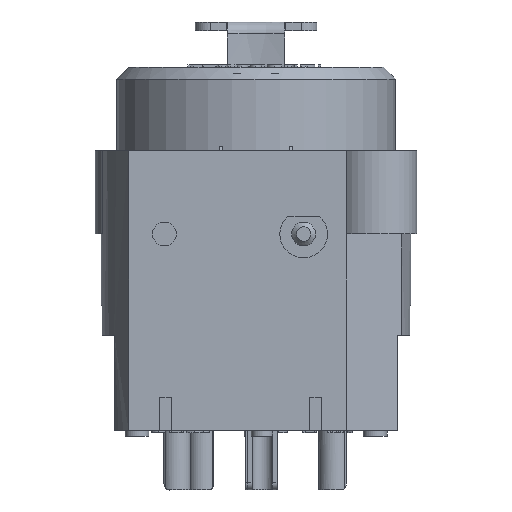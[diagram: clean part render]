
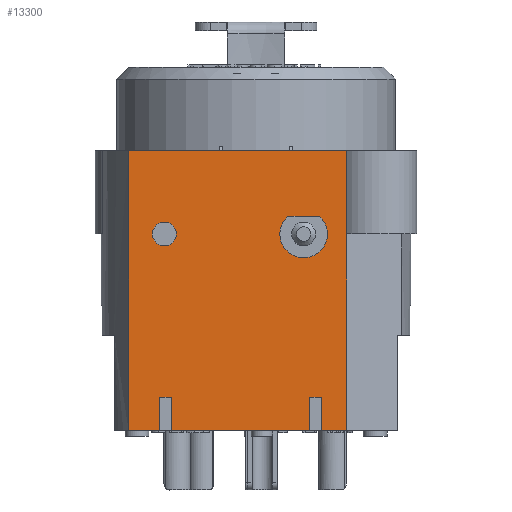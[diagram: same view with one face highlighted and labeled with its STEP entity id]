
A CAD part, front view. The second image highlights one B-rep face of the part: STEP entity #13300.
In plain terms, the highlighted planar face has unit normal (0, -1, 0).
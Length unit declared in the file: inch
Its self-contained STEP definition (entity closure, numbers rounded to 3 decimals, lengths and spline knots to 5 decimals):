
#787=FACE_BOUND('',#2111,.T.);
#788=FACE_BOUND('',#2112,.T.);
#1371=FACE_OUTER_BOUND('',#2110,.T.);
#2110=EDGE_LOOP('',(#11072,#11073,#11074,#11075,#11076,#11077,#11078,#11079,
#11080,#11081,#11082,#11083));
#2111=EDGE_LOOP('',(#11084));
#2112=EDGE_LOOP('',(#11085,#11086));
#2331=LINE('',#17242,#3557);
#2335=LINE('',#17250,#3561);
#2338=LINE('',#17257,#3564);
#2947=LINE('',#20323,#4173);
#2950=LINE('',#20327,#4176);
#2953=LINE('',#20334,#4179);
#2960=LINE('',#20361,#4186);
#2965=LINE('',#20370,#4191);
#2966=LINE('',#20371,#4192);
#3241=LINE('',#22227,#4467);
#3257=LINE('',#22290,#4483);
#3261=LINE('',#22307,#4487);
#3281=LINE('',#22381,#4507);
#3557=VECTOR('',#14423,0.3937);
#3561=VECTOR('',#14429,0.3937);
#3564=VECTOR('',#14434,0.3937);
#4173=VECTOR('',#15637,0.3937);
#4176=VECTOR('',#15642,0.3937);
#4179=VECTOR('',#15649,0.3937);
#4186=VECTOR('',#15682,0.3937);
#4191=VECTOR('',#15689,0.3937);
#4192=VECTOR('',#15690,0.3937);
#4467=VECTOR('',#16187,0.3937);
#4483=VECTOR('',#16257,0.3937);
#4487=VECTOR('',#16275,0.3937);
#4507=VECTOR('',#16371,0.3937);
#4823=CIRCLE('',#13972,0.03937);
#4825=CIRCLE('',#13976,0.07874);
#5014=VERTEX_POINT('',#17240);
#5015=VERTEX_POINT('',#17241);
#5018=VERTEX_POINT('',#17249);
#5020=VERTEX_POINT('',#17255);
#5021=VERTEX_POINT('',#17256);
#5592=VERTEX_POINT('',#20321);
#5593=VERTEX_POINT('',#20322);
#5595=VERTEX_POINT('',#20333);
#5602=VERTEX_POINT('',#20360);
#5605=VERTEX_POINT('',#20368);
#5889=VERTEX_POINT('',#22226);
#5905=VERTEX_POINT('',#22275);
#5908=VERTEX_POINT('',#22283);
#5909=VERTEX_POINT('',#22285);
#5915=VERTEX_POINT('',#22306);
#6276=EDGE_CURVE('',#5014,#5015,#2331,.T.);
#6280=EDGE_CURVE('',#5015,#5018,#2335,.T.);
#6283=EDGE_CURVE('',#5020,#5021,#2338,.T.);
#7150=EDGE_CURVE('',#5592,#5593,#2947,.T.);
#7153=EDGE_CURVE('',#5593,#5020,#2950,.T.);
#7156=EDGE_CURVE('',#5595,#5014,#2953,.T.);
#7169=EDGE_CURVE('',#5018,#5602,#2960,.T.);
#7175=EDGE_CURVE('',#5605,#5592,#2965,.T.);
#7176=EDGE_CURVE('',#5021,#5595,#2966,.T.);
#7613=EDGE_CURVE('',#5602,#5889,#3241,.T.);
#7639=EDGE_CURVE('',#5905,#5905,#4823,.T.);
#7642=EDGE_CURVE('',#5909,#5908,#4825,.T.);
#7645=EDGE_CURVE('',#5908,#5909,#3257,.T.);
#7653=EDGE_CURVE('',#5915,#5889,#3261,.T.);
#7687=EDGE_CURVE('',#5605,#5915,#3281,.T.);
#11072=ORIENTED_EDGE('',*,*,#7613,.F.);
#11073=ORIENTED_EDGE('',*,*,#7169,.F.);
#11074=ORIENTED_EDGE('',*,*,#6280,.F.);
#11075=ORIENTED_EDGE('',*,*,#6276,.F.);
#11076=ORIENTED_EDGE('',*,*,#7156,.F.);
#11077=ORIENTED_EDGE('',*,*,#7176,.F.);
#11078=ORIENTED_EDGE('',*,*,#6283,.F.);
#11079=ORIENTED_EDGE('',*,*,#7153,.F.);
#11080=ORIENTED_EDGE('',*,*,#7150,.F.);
#11081=ORIENTED_EDGE('',*,*,#7175,.F.);
#11082=ORIENTED_EDGE('',*,*,#7687,.T.);
#11083=ORIENTED_EDGE('',*,*,#7653,.T.);
#11084=ORIENTED_EDGE('',*,*,#7639,.T.);
#11085=ORIENTED_EDGE('',*,*,#7642,.T.);
#11086=ORIENTED_EDGE('',*,*,#7645,.T.);
#11990=PLANE('',#14022);
#13300=ADVANCED_FACE('',(#1371,#787,#788),#11990,.T.);
#13972=AXIS2_PLACEMENT_3D('',#22277,#16242,#16243);
#13976=AXIS2_PLACEMENT_3D('',#22286,#16251,#16252);
#14022=AXIS2_PLACEMENT_3D('',#22380,#16369,#16370);
#14423=DIRECTION('',(-1.,0.,0.));
#14429=DIRECTION('',(0.,0.,-1.));
#14434=DIRECTION('',(0.,0.,-1.));
#15637=DIRECTION('',(0.,0.,1.));
#15642=DIRECTION('',(-1.,0.,0.));
#15649=DIRECTION('',(0.,0.,1.));
#15682=DIRECTION('',(-1.,0.,0.));
#15689=DIRECTION('',(-1.,0.,0.));
#15690=DIRECTION('',(-1.,0.,0.));
#16187=DIRECTION('',(0.,0.,1.));
#16242=DIRECTION('center_axis',(0.,1.,0.));
#16243=DIRECTION('ref_axis',(-1.,0.,0.));
#16251=DIRECTION('center_axis',(0.,1.,0.));
#16252=DIRECTION('ref_axis',(0.661,0.,-0.75));
#16257=DIRECTION('',(1.,0.,0.));
#16275=DIRECTION('',(-1.,0.,0.));
#16369=DIRECTION('center_axis',(0.,-1.,0.));
#16370=DIRECTION('ref_axis',(0.,0.,-1.));
#16371=DIRECTION('',(0.,0.,1.));
#17240=CARTESIAN_POINT('',(-0.2656,-0.51758,-0.30315));
#17241=CARTESIAN_POINT('',(-0.30497,-0.51758,-0.30315));
#17242=CARTESIAN_POINT('',(-0.34631,-0.51758,-0.30315));
#17249=CARTESIAN_POINT('',(-0.30497,-0.51758,-0.41339));
#17250=CARTESIAN_POINT('',(-0.30497,-0.51758,-0.41339));
#17255=CARTESIAN_POINT('',(0.19109,-0.51758,-0.30315));
#17256=CARTESIAN_POINT('',(0.19109,-0.51758,-0.41339));
#17257=CARTESIAN_POINT('',(0.19109,-0.51758,-0.41339));
#20321=CARTESIAN_POINT('',(0.23046,-0.51758,-0.41339));
#20322=CARTESIAN_POINT('',(0.23046,-0.51758,-0.30315));
#20323=CARTESIAN_POINT('',(0.23046,-0.51758,-0.41339));
#20327=CARTESIAN_POINT('',(-0.09828,-0.51758,-0.30315));
#20333=CARTESIAN_POINT('',(-0.2656,-0.51758,-0.41339));
#20334=CARTESIAN_POINT('',(-0.2656,-0.51758,-0.41339));
#20360=CARTESIAN_POINT('',(-0.40734,-0.51758,-0.41339));
#20361=CARTESIAN_POINT('',(0.31314,-0.51758,-0.41339));
#20368=CARTESIAN_POINT('',(0.31314,-0.51758,-0.41339));
#20370=CARTESIAN_POINT('',(0.31314,-0.51758,-0.41339));
#20371=CARTESIAN_POINT('',(0.31314,-0.51758,-0.41339));
#22226=CARTESIAN_POINT('',(-0.40734,-0.51758,0.51181));
#22227=CARTESIAN_POINT('',(-0.40734,-0.51758,0.23622));
#22275=CARTESIAN_POINT('',(-0.24986,-0.51758,0.23622));
#22277=CARTESIAN_POINT('Origin',(-0.28923,-0.51758,
0.23622));
#22283=CARTESIAN_POINT('',(0.11932,-0.51758,0.29528));
#22285=CARTESIAN_POINT('',(0.22349,-0.51758,0.29528));
#22286=CARTESIAN_POINT('Origin',(0.1714,-0.51758,0.23622));
#22290=CARTESIAN_POINT('',(-0.14401,-0.51758,0.29528));
#22306=CARTESIAN_POINT('',(0.31314,-0.51758,0.51181));
#22307=CARTESIAN_POINT('',(-0.19671,-0.51758,0.51181));
#22380=CARTESIAN_POINT('Origin',(-0.40734,-0.51758,
0.23622));
#22381=CARTESIAN_POINT('',(0.31314,-0.51758,0.23622));
